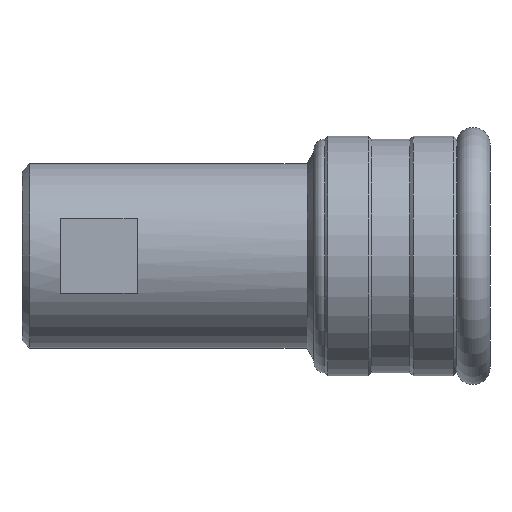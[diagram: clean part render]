
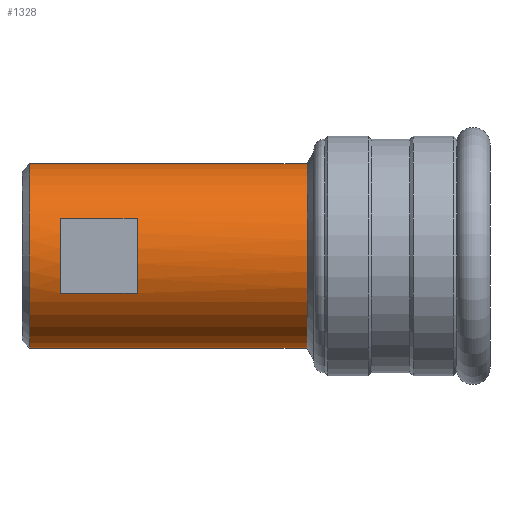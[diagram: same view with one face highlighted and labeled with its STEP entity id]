
A CAD part, front view. The second image highlights one B-rep face of the part: STEP entity #1328.
In plain terms, the highlighted cylindrical face has radius 12.012 mm (diameter 24.025 mm), a partial arc.
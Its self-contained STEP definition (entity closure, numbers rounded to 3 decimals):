
#11 = CARTESIAN_POINT ( 'NONE',  ( 5., -11., 4.827 ) ) ;
#61 = DIRECTION ( 'NONE',  ( 0., 0., 1. ) ) ;
#87 = LINE ( 'NONE', #240, #1935 ) ;
#107 = DIRECTION ( 'NONE',  ( -1., 0., 0. ) ) ;
#166 = CIRCLE ( 'NONE', #1192, 12.012 ) ;
#181 = DIRECTION ( 'NONE',  ( 0., 0., 1. ) ) ;
#194 = EDGE_CURVE ( 'NONE', #258, #2163, #2098, .T. ) ;
#223 = ORIENTED_EDGE ( 'NONE', *, *, #1733, .T. ) ;
#240 = CARTESIAN_POINT ( 'NONE',  ( 0., 0., 12.012 ) ) ;
#257 = AXIS2_PLACEMENT_3D ( 'NONE', #1194, #1537, #181 ) ;
#258 = VERTEX_POINT ( 'NONE', #1251 ) ;
#297 = FACE_OUTER_BOUND ( 'NONE', #1248, .T. ) ;
#316 = DIRECTION ( 'NONE',  ( 0., 0., 1. ) ) ;
#320 = DIRECTION ( 'NONE',  ( -1., 0., 0. ) ) ;
#364 = ORIENTED_EDGE ( 'NONE', *, *, #194, .F. ) ;
#421 = EDGE_CURVE ( 'NONE', #2163, #1571, #742, .T. ) ;
#432 = DIRECTION ( 'NONE',  ( 0., 1., 0. ) ) ;
#448 = CARTESIAN_POINT ( 'NONE',  ( 37.134, 0., -12.012 ) ) ;
#452 = VECTOR ( 'NONE', #508, 1000. ) ;
#508 = DIRECTION ( 'NONE',  ( 1., 0., 0. ) ) ;
#561 = VERTEX_POINT ( 'NONE', #684 ) ;
#661 = CYLINDRICAL_SURFACE ( 'NONE', #257, 12.012 ) ;
#684 = CARTESIAN_POINT ( 'NONE',  ( 1., 0., 12.012 ) ) ;
#742 = LINE ( 'NONE', #1658, #1075 ) ;
#791 = EDGE_CURVE ( 'NONE', #1569, #1737, #1046, .T. ) ;
#875 = CARTESIAN_POINT ( 'NONE',  ( 15., -11., 4.827 ) ) ;
#971 = CARTESIAN_POINT ( 'NONE',  ( 5., -11., -4.827 ) ) ;
#1003 = EDGE_LOOP ( 'NONE', ( #1759, #1595, #364, #1280 ) ) ;
#1006 = AXIS2_PLACEMENT_3D ( 'NONE', #1614, #1274, #432 ) ;
#1046 = CIRCLE ( 'NONE', #1286, 12.012 ) ;
#1067 = EDGE_CURVE ( 'NONE', #1571, #1810, #166, .T. ) ;
#1075 = VECTOR ( 'NONE', #320, 1000. ) ;
#1120 = VERTEX_POINT ( 'NONE', #2008 ) ;
#1175 = VECTOR ( 'NONE', #1300, 1000. ) ;
#1192 = AXIS2_PLACEMENT_3D ( 'NONE', #1310, #1314, #316 ) ;
#1194 = CARTESIAN_POINT ( 'NONE',  ( 0., 0., 0. ) ) ;
#1241 = CARTESIAN_POINT ( 'NONE',  ( 37.134, 0., 12.012 ) ) ;
#1248 = EDGE_LOOP ( 'NONE', ( #2129, #2086, #223, #1977 ) ) ;
#1251 = CARTESIAN_POINT ( 'NONE',  ( 15., -11., -4.827 ) ) ;
#1274 = DIRECTION ( 'NONE',  ( -1., 0., 0. ) ) ;
#1280 = ORIENTED_EDGE ( 'NONE', *, *, #1597, .F. ) ;
#1286 = AXIS2_PLACEMENT_3D ( 'NONE', #1596, #1767, #1405 ) ;
#1300 = DIRECTION ( 'NONE',  ( -1., 0., 0. ) ) ;
#1310 = CARTESIAN_POINT ( 'NONE',  ( 5., 0., 0. ) ) ;
#1314 = DIRECTION ( 'NONE',  ( 1., 0., 0. ) ) ;
#1328 = ADVANCED_FACE ( 'NONE', ( #297, #2092 ), #661, .T. ) ;
#1362 = CARTESIAN_POINT ( 'NONE',  ( 0., -11., -4.827 ) ) ;
#1405 = DIRECTION ( 'NONE',  ( 0., 0., 1. ) ) ;
#1532 = EDGE_CURVE ( 'NONE', #1120, #561, #2151, .T. ) ;
#1537 = DIRECTION ( 'NONE',  ( -1., 0., 0. ) ) ;
#1569 = VERTEX_POINT ( 'NONE', #448 ) ;
#1571 = VERTEX_POINT ( 'NONE', #11 ) ;
#1595 = ORIENTED_EDGE ( 'NONE', *, *, #421, .F. ) ;
#1596 = CARTESIAN_POINT ( 'NONE',  ( 37.134, 0., 0. ) ) ;
#1597 = EDGE_CURVE ( 'NONE', #1810, #258, #1644, .T. ) ;
#1608 = AXIS2_PLACEMENT_3D ( 'NONE', #1627, #107, #61 ) ;
#1614 = CARTESIAN_POINT ( 'NONE',  ( 15., 0., 0. ) ) ;
#1627 = CARTESIAN_POINT ( 'NONE',  ( 1., 0., 0. ) ) ;
#1644 = LINE ( 'NONE', #1362, #452 ) ;
#1658 = CARTESIAN_POINT ( 'NONE',  ( 0., -11., 4.827 ) ) ;
#1733 = EDGE_CURVE ( 'NONE', #1737, #561, #87, .T. ) ;
#1737 = VERTEX_POINT ( 'NONE', #1241 ) ;
#1759 = ORIENTED_EDGE ( 'NONE', *, *, #1067, .F. ) ;
#1767 = DIRECTION ( 'NONE',  ( -1., 0., 0. ) ) ;
#1793 = DIRECTION ( 'NONE',  ( -1., 0., 0. ) ) ;
#1810 = VERTEX_POINT ( 'NONE', #971 ) ;
#1935 = VECTOR ( 'NONE', #1793, 1000. ) ;
#1977 = ORIENTED_EDGE ( 'NONE', *, *, #1532, .F. ) ;
#1998 = EDGE_CURVE ( 'NONE', #1569, #1120, #2039, .T. ) ;
#2008 = CARTESIAN_POINT ( 'NONE',  ( 1., 0., -12.012 ) ) ;
#2039 = LINE ( 'NONE', #2145, #1175 ) ;
#2086 = ORIENTED_EDGE ( 'NONE', *, *, #791, .T. ) ;
#2092 = FACE_BOUND ( 'NONE', #1003, .T. ) ;
#2098 = CIRCLE ( 'NONE', #1006, 12.012 ) ;
#2129 = ORIENTED_EDGE ( 'NONE', *, *, #1998, .F. ) ;
#2145 = CARTESIAN_POINT ( 'NONE',  ( 0., 0., -12.012 ) ) ;
#2151 = CIRCLE ( 'NONE', #1608, 12.012 ) ;
#2163 = VERTEX_POINT ( 'NONE', #875 ) ;
